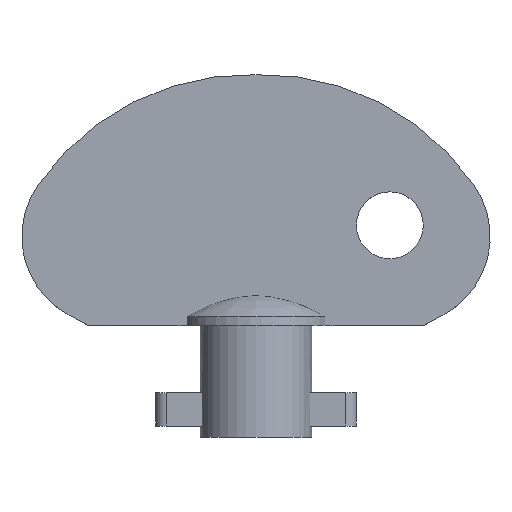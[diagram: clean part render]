
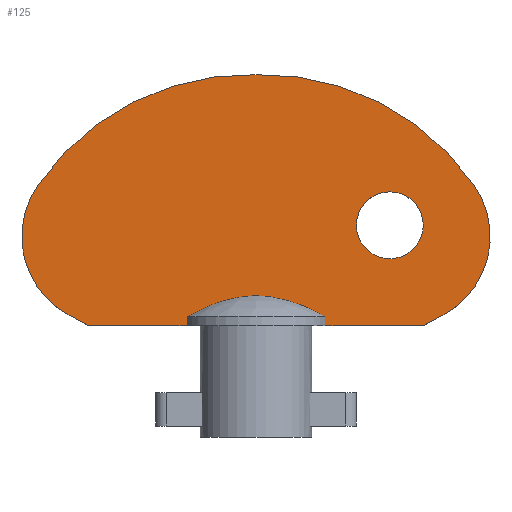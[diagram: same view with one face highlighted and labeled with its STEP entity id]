
A CAD part, top view. The second image highlights one B-rep face of the part: STEP entity #125.
In plain terms, the highlighted planar face has unit normal (0, 0, 1).
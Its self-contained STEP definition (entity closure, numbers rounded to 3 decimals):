
#125 = ADVANCED_FACE( '', ( #251, #252 ), #253, .T. );
#251 = FACE_BOUND( '', #392, .T. );
#252 = FACE_OUTER_BOUND( '', #393, .T. );
#253 = PLANE( '', #394 );
#392 = EDGE_LOOP( '', ( #637 ) );
#393 = EDGE_LOOP( '', ( #638, #639, #640, #641, #642, #643, #644, #645, #646, #647, #648 ) );
#394 = AXIS2_PLACEMENT_3D( '', #649, #650, #651 );
#637 = ORIENTED_EDGE( '', *, *, #781, .F. );
#638 = ORIENTED_EDGE( '', *, *, #808, .F. );
#639 = ORIENTED_EDGE( '', *, *, #809, .T. );
#640 = ORIENTED_EDGE( '', *, *, #810, .F. );
#641 = ORIENTED_EDGE( '', *, *, #762, .T. );
#642 = ORIENTED_EDGE( '', *, *, #728, .T. );
#643 = ORIENTED_EDGE( '', *, *, #724, .T. );
#644 = ORIENTED_EDGE( '', *, *, #793, .T. );
#645 = ORIENTED_EDGE( '', *, *, #733, .T. );
#646 = ORIENTED_EDGE( '', *, *, #779, .T. );
#647 = ORIENTED_EDGE( '', *, *, #811, .T. );
#648 = ORIENTED_EDGE( '', *, *, #764, .T. );
#649 = CARTESIAN_POINT( '', ( -0.635, 9.509, 2. ) );
#650 = DIRECTION( '', ( 0., 0., 1. ) );
#651 = DIRECTION( '', ( 1., 0., 0. ) );
#724 = EDGE_CURVE( '', #838, #836, #839, .T. );
#728 = EDGE_CURVE( '', #844, #838, #845, .T. );
#733 = EDGE_CURVE( '', #853, #851, #854, .T. );
#762 = EDGE_CURVE( '', #899, #844, #900, .T. );
#764 = EDGE_CURVE( '', #903, #901, #904, .T. );
#779 = EDGE_CURVE( '', #851, #925, #927, .T. );
#781 = EDGE_CURVE( '', #929, #929, #930, .T. );
#793 = EDGE_CURVE( '', #836, #853, #948, .T. );
#808 = EDGE_CURVE( '', #965, #901, #966, .T. );
#809 = EDGE_CURVE( '', #965, #967, #968, .T. );
#810 = EDGE_CURVE( '', #899, #967, #969, .F. );
#811 = EDGE_CURVE( '', #925, #903, #970, .T. );
#836 = VERTEX_POINT( '', #999 );
#838 = VERTEX_POINT( '', #1002 );
#839 = CIRCLE( '', #1003, 8. );
#844 = VERTEX_POINT( '', #1010 );
#845 = LINE( '', #1011, #1012 );
#851 = VERTEX_POINT( '', #1019 );
#853 = VERTEX_POINT( '', #1022 );
#854 = CIRCLE( '', #1023, 23. );
#899 = VERTEX_POINT( '', #1096 );
#900 = LINE( '', #1097, #1098 );
#901 = VERTEX_POINT( '', #1099 );
#903 = VERTEX_POINT( '', #1101 );
#904 = LINE( '', #1102, #1103 );
#925 = VERTEX_POINT( '', #1128 );
#927 = CIRCLE( '', #1131, 8. );
#929 = VERTEX_POINT( '', #1133 );
#930 = CIRCLE( '', #1134, 3. );
#948 = CIRCLE( '', #1157, 23. );
#965 = VERTEX_POINT( '', #1179 );
#966 = LINE( '', #1180, #1181 );
#967 = VERTEX_POINT( '', #1182 );
#968 = B_SPLINE_CURVE_WITH_KNOTS( '', 3, ( #1183, #1184, #1185, #1186, #1187, #1188, #1189, #1190, #1191, #1192, #1193, #1194, #1195, #1196, #1197, #1198, #1199, #1200 ), .UNSPECIFIED., .F., .F., ( 4, 2, 2, 2, 2, 2, 2, 2, 4 ), ( 0.081, 0.083, 0.085, 0.086, 0.088, 0.089, 0.091, 0.093, 0.094 ), .UNSPECIFIED. );
#969 = LINE( '', #1201, #1202 );
#970 = LINE( '', #1203, #1204 );
#999 = CARTESIAN_POINT( '', ( 19.568, 22.568, 2. ) );
#1002 = CARTESIAN_POINT( '', ( 16.765, 10.941, 2. ) );
#1003 = AXIS2_PLACEMENT_3D( '', #1226, #1227, #1228 );
#1010 = CARTESIAN_POINT( '', ( 15., 10., 2. ) );
#1011 = CARTESIAN_POINT( '', ( 15., 10., 2. ) );
#1012 = VECTOR( '', #1231, 1000. );
#1019 = CARTESIAN_POINT( '', ( -19.568, 22.568, 2. ) );
#1022 = CARTESIAN_POINT( '', ( 0., 32.5, 2. ) );
#1023 = AXIS2_PLACEMENT_3D( '', #1237, #1238, #1239 );
#1096 = CARTESIAN_POINT( '', ( 6.185, 10., 2. ) );
#1097 = CARTESIAN_POINT( '', ( -15., 10., 2. ) );
#1098 = VECTOR( '', #1281, 1000. );
#1099 = CARTESIAN_POINT( '', ( -6.185, 10., 2. ) );
#1101 = CARTESIAN_POINT( '', ( -15., 10., 2. ) );
#1102 = CARTESIAN_POINT( '', ( -15., 10., 2. ) );
#1103 = VECTOR( '', #1285, 1000. );
#1128 = CARTESIAN_POINT( '', ( -16.765, 10.941, 2. ) );
#1131 = AXIS2_PLACEMENT_3D( '', #1309, #1310, #1311 );
#1133 = CARTESIAN_POINT( '', ( 15., 19., 2. ) );
#1134 = AXIS2_PLACEMENT_3D( '', #1312, #1313, #1314 );
#1157 = AXIS2_PLACEMENT_3D( '', #1326, #1327, #1328 );
#1179 = CARTESIAN_POINT( '', ( -6.185, 10.8, 2. ) );
#1180 = CARTESIAN_POINT( '', ( -6.185, 0., 2. ) );
#1181 = VECTOR( '', #1343, 1000. );
#1182 = CARTESIAN_POINT( '', ( 6.185, 10.8, 2. ) );
#1183 = CARTESIAN_POINT( '', ( -6.185, 10.8, 2. ) );
#1184 = CARTESIAN_POINT( '', ( -5.719, 11.076, 2. ) );
#1185 = CARTESIAN_POINT( '', ( -5.234, 11.328, 2. ) );
#1186 = CARTESIAN_POINT( '', ( -4.237, 11.776, 2. ) );
#1187 = CARTESIAN_POINT( '', ( -3.729, 11.97, 2. ) );
#1188 = CARTESIAN_POINT( '', ( -2.695, 12.295, 2. ) );
#1189 = CARTESIAN_POINT( '', ( -2.169, 12.428, 2. ) );
#1190 = CARTESIAN_POINT( '', ( -1.093, 12.616, 2. ) );
#1191 = CARTESIAN_POINT( '', ( -0.543, 12.671, 2. ) );
#1192 = CARTESIAN_POINT( '', ( 0.553, 12.67, 2. ) );
#1193 = CARTESIAN_POINT( '', ( 1.096, 12.616, 2. ) );
#1194 = CARTESIAN_POINT( '', ( 2.171, 12.427, 2. ) );
#1195 = CARTESIAN_POINT( '', ( 2.702, 12.293, 2. ) );
#1196 = CARTESIAN_POINT( '', ( 3.736, 11.967, 2. ) );
#1197 = CARTESIAN_POINT( '', ( 4.241, 11.774, 2. ) );
#1198 = CARTESIAN_POINT( '', ( 5.23, 11.33, 2. ) );
#1199 = CARTESIAN_POINT( '', ( 5.716, 11.078, 2. ) );
#1200 = CARTESIAN_POINT( '', ( 6.185, 10.8, 2. ) );
#1201 = CARTESIAN_POINT( '', ( 6.185, 0., 2. ) );
#1202 = VECTOR( '', #1344, 1000. );
#1203 = CARTESIAN_POINT( '', ( -16.765, 10.941, 2. ) );
#1204 = VECTOR( '', #1345, 1000. );
#1226 = CARTESIAN_POINT( '', ( 13., 18., 2. ) );
#1227 = DIRECTION( '', ( 0., 0., 1. ) );
#1228 = DIRECTION( '', ( 1., 0., 0. ) );
#1231 = DIRECTION( '', ( 0.882, 0.471, 0. ) );
#1237 = CARTESIAN_POINT( '', ( -0.635, 9.509, 2. ) );
#1238 = DIRECTION( '', ( 0., 0., 1. ) );
#1239 = DIRECTION( '', ( 1., 0., 0. ) );
#1281 = DIRECTION( '', ( 1., 0., 0. ) );
#1285 = DIRECTION( '', ( 1., 0., 0. ) );
#1309 = CARTESIAN_POINT( '', ( -13., 18., 2. ) );
#1310 = DIRECTION( '', ( 0., 0., 1. ) );
#1311 = DIRECTION( '', ( 1., 0., 0. ) );
#1312 = CARTESIAN_POINT( '', ( 12., 19., 2. ) );
#1313 = DIRECTION( '', ( 0., 0., 1. ) );
#1314 = DIRECTION( '', ( 1., 0., 0. ) );
#1326 = CARTESIAN_POINT( '', ( 0.635, 9.509, 2. ) );
#1327 = DIRECTION( '', ( 0., 0., 1. ) );
#1328 = DIRECTION( '', ( 1., 0., 0. ) );
#1343 = DIRECTION( '', ( 0., -1., 0. ) );
#1344 = DIRECTION( '', ( 0., -1., 0. ) );
#1345 = DIRECTION( '', ( 0.882, -0.471, 0. ) );
